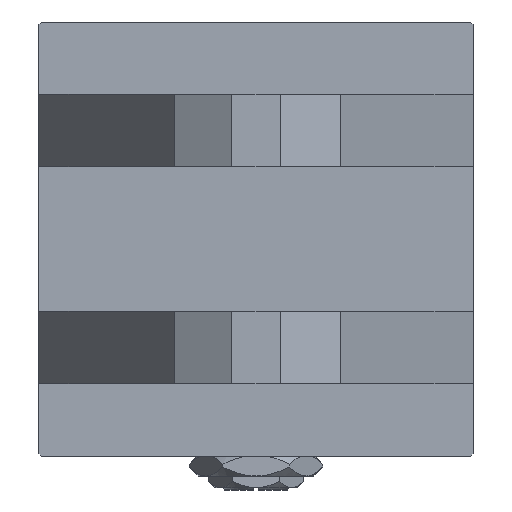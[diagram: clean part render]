
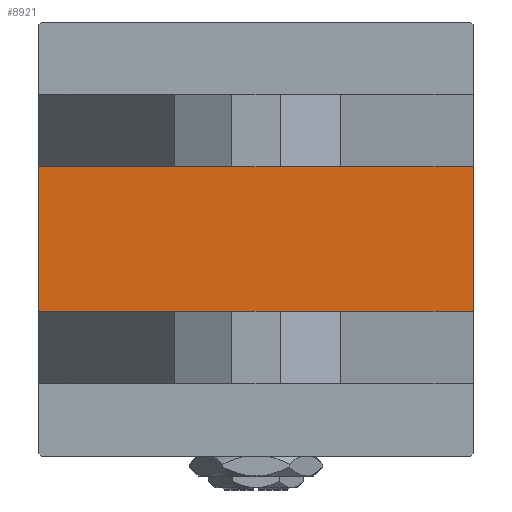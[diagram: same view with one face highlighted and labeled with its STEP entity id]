
A CAD part, left-side view. The second image highlights one B-rep face of the part: STEP entity #8921.
In plain terms, the highlighted planar face has unit normal (-1, 0, 0).
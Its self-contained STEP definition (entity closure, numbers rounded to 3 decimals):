
#4180 = DIRECTION ( 'NONE',  ( 0., 0., -1. ) ) ;
#8921 = ADVANCED_FACE ( 'NONE', ( #16452 ), #32417, .T. ) ;
#9723 = VECTOR ( 'NONE', #4180, 1000. ) ;
#11281 = VERTEX_POINT ( 'NONE', #51374 ) ;
#12431 = ORIENTED_EDGE ( 'NONE', *, *, #27275, .F. ) ;
#12518 = DIRECTION ( 'NONE',  ( -1., 0., 0. ) ) ;
#16219 = CARTESIAN_POINT ( 'NONE',  ( 0., 15., 45. ) ) ;
#16452 = FACE_OUTER_BOUND ( 'NONE', #44520, .T. ) ;
#17037 = LINE ( 'NONE', #37208, #26925 ) ;
#17138 = EDGE_CURVE ( 'NONE', #11281, #38238, #40081, .T. ) ;
#17413 = DIRECTION ( 'NONE',  ( 0., -1., 0. ) ) ;
#19173 = CARTESIAN_POINT ( 'NONE',  ( 0., -15., 45. ) ) ;
#24603 = AXIS2_PLACEMENT_3D ( 'NONE', #48404, #12518, #48664 ) ;
#24814 = VERTEX_POINT ( 'NONE', #19173 ) ;
#25271 = CARTESIAN_POINT ( 'NONE',  ( 0., 45., -45. ) ) ;
#26925 = VECTOR ( 'NONE', #29349, 1000. ) ;
#27275 = EDGE_CURVE ( 'NONE', #11281, #24814, #49495, .T. ) ;
#29349 = DIRECTION ( 'NONE',  ( 0., 0., -1. ) ) ;
#31209 = ORIENTED_EDGE ( 'NONE', *, *, #45126, .T. ) ;
#31930 = CARTESIAN_POINT ( 'NONE',  ( 0., 45., 45. ) ) ;
#32061 = VERTEX_POINT ( 'NONE', #34440 ) ;
#32417 = PLANE ( 'NONE',  #24603 ) ;
#34196 = EDGE_CURVE ( 'NONE', #24814, #32061, #17037, .T. ) ;
#34440 = CARTESIAN_POINT ( 'NONE',  ( 0., -15., -45. ) ) ;
#35315 = CARTESIAN_POINT ( 'NONE',  ( 0., 15., -45. ) ) ;
#37208 = CARTESIAN_POINT ( 'NONE',  ( 0., -15., 45. ) ) ;
#37605 = VECTOR ( 'NONE', #43219, 1000. ) ;
#38238 = VERTEX_POINT ( 'NONE', #35315 ) ;
#40081 = LINE ( 'NONE', #16219, #9723 ) ;
#41284 = ORIENTED_EDGE ( 'NONE', *, *, #34196, .F. ) ;
#41776 = VECTOR ( 'NONE', #17413, 1000. ) ;
#43219 = DIRECTION ( 'NONE',  ( 0., -1., 0. ) ) ;
#44401 = LINE ( 'NONE', #25271, #41776 ) ;
#44520 = EDGE_LOOP ( 'NONE', ( #31209, #41284, #12431, #46492 ) ) ;
#45126 = EDGE_CURVE ( 'NONE', #38238, #32061, #44401, .T. ) ;
#46492 = ORIENTED_EDGE ( 'NONE', *, *, #17138, .T. ) ;
#48404 = CARTESIAN_POINT ( 'NONE',  ( 0., 0., 0. ) ) ;
#48664 = DIRECTION ( 'NONE',  ( 0., 0., 1. ) ) ;
#49495 = LINE ( 'NONE', #31930, #37605 ) ;
#51374 = CARTESIAN_POINT ( 'NONE',  ( 0., 15., 45. ) ) ;
